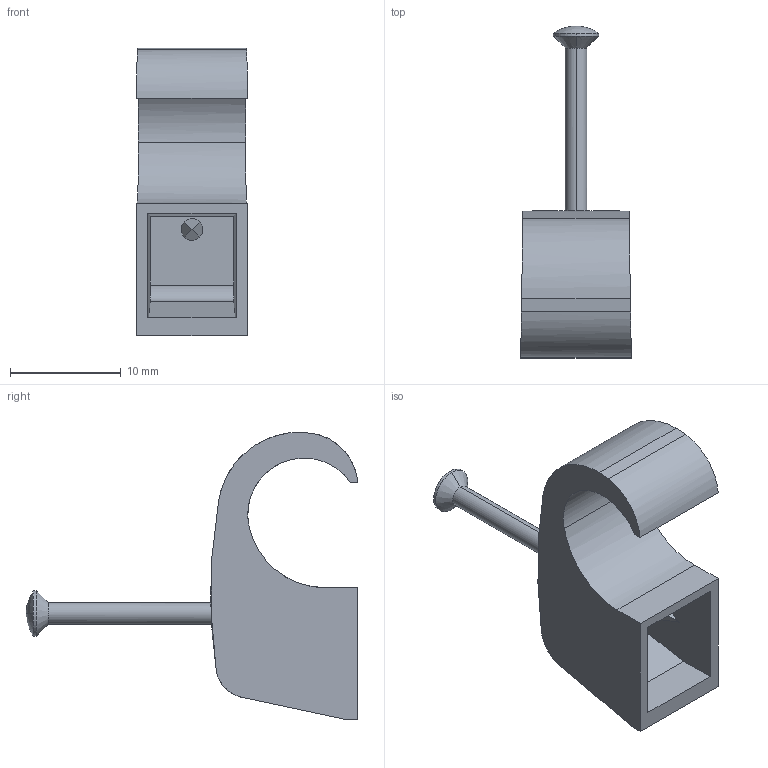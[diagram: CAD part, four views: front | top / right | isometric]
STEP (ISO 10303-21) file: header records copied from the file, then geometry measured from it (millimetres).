
FILE_DESCRIPTION (( 'STEP AP214' ), '1' );
FILE_NAME ('2228831.stp', '2018-01-29T10:13:26', ( '' ), ( '' ), 'SwSTEP 2.0', 'SolidWorks 2016', '' );
FILE_SCHEMA (( 'AUTOMOTIVE_DESIGN' ));
Length unit declared in the file: millimetre
Products named in the file (3): BF004-03_L30; ES260_10-14; 2228831
Assembly tree (2 placements, depth 2):
  2228831
    ES260_10-14
    BF004-03_L30
Bounding box: 10 x 30 x 25.98 mm (x, y, z)
Volume: 1316.9 mm3; surface area: 1825.9 mm2
Topology: 2 solids, 2 shells, 39 faces, 94 edges, 60 vertices
Faces by surface type: plane 17, cylinder 16, cone 4, sphere 2
Entity records: 1286 total; most frequent: CARTESIAN_POINT 320, ORIENTED_EDGE 188, DIRECTION 174, EDGE_CURVE 94, AXIS2_PLACEMENT_3D 60, VERTEX_POINT 60, LINE 54, VECTOR 54
